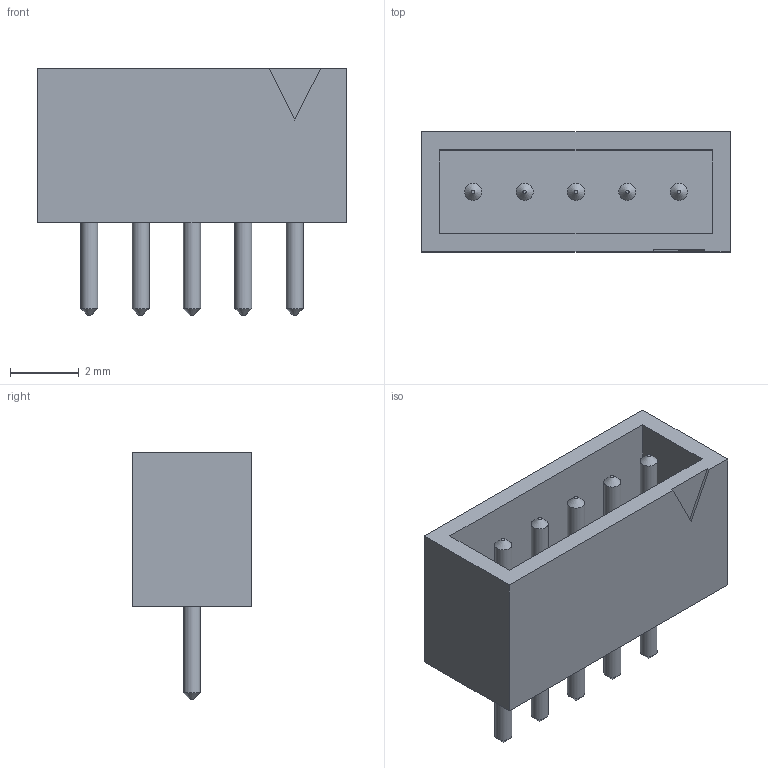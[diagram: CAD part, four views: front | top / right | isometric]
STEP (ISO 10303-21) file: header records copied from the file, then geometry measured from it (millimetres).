
FILE_DESCRIPTION(('FreeCAD Model'),'2;1');
FILE_NAME('11593994.1.1.stp','2020-06-19T16:29:25',( 'Author'),(''),'Open CASCADE STEP processor 6.9','FreeCAD','Unknown' );
FILE_SCHEMA(('AUTOMOTIVE_DESIGN { 1 0 10303 214 1 1 1 1 }'));
Length unit declared in the file: millimetre
Products named in the file (3): ASSEMBLY; Body; LeadsArray
Assembly tree (2 placements, depth 2):
  ASSEMBLY
    Body
    LeadsArray
Bounding box: 9 x 3.5 x 7.2 mm (x, y, z)
Volume: 91.5 mm3; surface area: 292.6 mm2
Topology: 6 solids, 6 shells, 39 faces, 68 edges, 42 vertices
Faces by surface type: plane 24, cone 10, cylinder 5
Full cylindrical faces by diameter (mm): 0.5 x5
Entity records: 1880 total; most frequent: CARTESIAN_POINT 308, DIRECTION 288, LINE 154, VECTOR 154, ORIENTED_EDGE 136, PCURVE 136, DEFINITIONAL_REPRESENTATION 136, EDGE_CURVE 68
